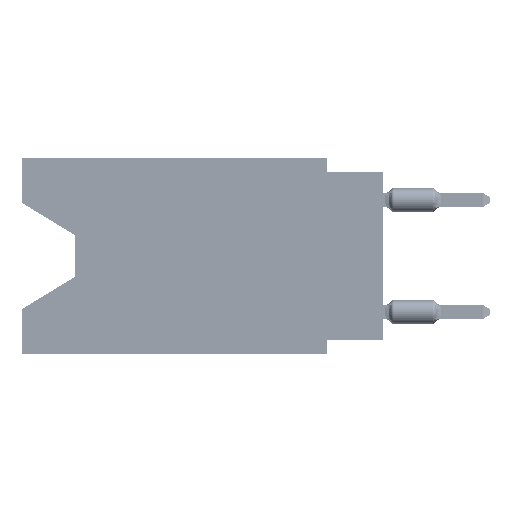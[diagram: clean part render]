
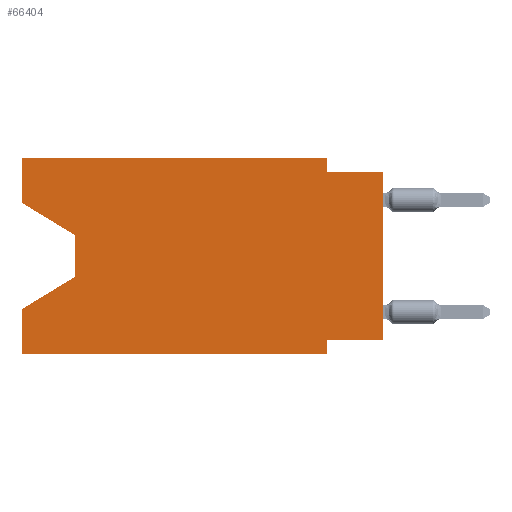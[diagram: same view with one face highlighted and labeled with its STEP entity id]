
A CAD part, left-side view. The second image highlights one B-rep face of the part: STEP entity #66404.
In plain terms, the highlighted planar face has unit normal (-1, 0, 0).
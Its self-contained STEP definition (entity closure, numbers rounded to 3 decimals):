
#677 = LINE ( 'NONE', #67500, #19238 ) ;
#982 = ORIENTED_EDGE ( 'NONE', *, *, #34405, .F. ) ;
#1123 = VECTOR ( 'NONE', #29016, 1000. ) ;
#2476 = DIRECTION ( 'NONE',  ( 1., 0., 0. ) ) ;
#2498 = ORIENTED_EDGE ( 'NONE', *, *, #8894, .F. ) ;
#2755 = CARTESIAN_POINT ( 'NONE',  ( 0., 16.383, 0. ) ) ;
#7300 = DIRECTION ( 'NONE',  ( 0., 0., -1. ) ) ;
#8894 = EDGE_CURVE ( 'NONE', #38470, #44338, #24177, .T. ) ;
#8920 = DIRECTION ( 'NONE',  ( 0., -1., 0. ) ) ;
#10268 = EDGE_LOOP ( 'NONE', ( #35038, #29926, #58199, #19981, #67223, #36500, #2498, #27136, #37814, #982, #19243, #57244 ) ) ;
#11776 = CARTESIAN_POINT ( 'NONE',  ( 0., 16.383, 0. ) ) ;
#12161 = EDGE_CURVE ( 'NONE', #50430, #32675, #48119, .T. ) ;
#13189 = VECTOR ( 'NONE', #64381, 1000. ) ;
#13891 = CARTESIAN_POINT ( 'NONE',  ( 0., 0., -8.255 ) ) ;
#14348 = VERTEX_POINT ( 'NONE', #64475 ) ;
#14424 = LINE ( 'NONE', #2755, #34631 ) ;
#14527 = VERTEX_POINT ( 'NONE', #57793 ) ;
#15157 = DIRECTION ( 'NONE',  ( 0., 0., 1. ) ) ;
#15945 = CARTESIAN_POINT ( 'NONE',  ( 0., 0., 0. ) ) ;
#16547 = VECTOR ( 'NONE', #58094, 1000. ) ;
#16815 = LINE ( 'NONE', #59773, #49089 ) ;
#17544 = EDGE_CURVE ( 'NONE', #26990, #60776, #14424, .T. ) ;
#17701 = LINE ( 'NONE', #49657, #62205 ) ;
#19238 = VECTOR ( 'NONE', #21651, 1000. ) ;
#19243 = ORIENTED_EDGE ( 'NONE', *, *, #17544, .F. ) ;
#19455 = VECTOR ( 'NONE', #51005, 1000. ) ;
#19981 = ORIENTED_EDGE ( 'NONE', *, *, #62060, .F. ) ;
#20483 = EDGE_CURVE ( 'NONE', #44338, #64943, #17701, .T. ) ;
#21651 = DIRECTION ( 'NONE',  ( 0., 0., -1. ) ) ;
#22139 = EDGE_CURVE ( 'NONE', #26636, #64943, #34456, .T. ) ;
#22852 = DIRECTION ( 'NONE',  ( 0., 0., -1. ) ) ;
#24160 = CARTESIAN_POINT ( 'NONE',  ( 0., 2.54, -8.255 ) ) ;
#24177 = LINE ( 'NONE', #13891, #19455 ) ;
#24860 = CARTESIAN_POINT ( 'NONE',  ( 0., 16.383, 0. ) ) ;
#26636 = VERTEX_POINT ( 'NONE', #47812 ) ;
#26990 = VERTEX_POINT ( 'NONE', #24860 ) ;
#27136 = ORIENTED_EDGE ( 'NONE', *, *, #52419, .T. ) ;
#27935 = CARTESIAN_POINT ( 'NONE',  ( 0., 16.383, -8.89 ) ) ;
#28282 = DIRECTION ( 'NONE',  ( 0., -1., 0. ) ) ;
#28473 = DIRECTION ( 'NONE',  ( 0., 0., 1. ) ) ;
#28938 = VECTOR ( 'NONE', #62575, 1000. ) ;
#29016 = DIRECTION ( 'NONE',  ( 0., 0., -1. ) ) ;
#29926 = ORIENTED_EDGE ( 'NONE', *, *, #49382, .T. ) ;
#30002 = CARTESIAN_POINT ( 'NONE',  ( 0., 16.383, -6.852 ) ) ;
#31004 = DIRECTION ( 'NONE',  ( 0., -0.855, -0.519 ) ) ;
#32675 = VERTEX_POINT ( 'NONE', #30002 ) ;
#33128 = EDGE_CURVE ( 'NONE', #14527, #26990, #37110, .T. ) ;
#34405 = EDGE_CURVE ( 'NONE', #60776, #56865, #677, .T. ) ;
#34456 = LINE ( 'NONE', #27935, #48056 ) ;
#34631 = VECTOR ( 'NONE', #8920, 1000. ) ;
#35038 = ORIENTED_EDGE ( 'NONE', *, *, #36482, .T. ) ;
#36482 = EDGE_CURVE ( 'NONE', #14527, #57370, #36520, .T. ) ;
#36500 = ORIENTED_EDGE ( 'NONE', *, *, #20483, .F. ) ;
#36520 = LINE ( 'NONE', #45832, #50200 ) ;
#37110 = LINE ( 'NONE', #62914, #50815 ) ;
#37814 = ORIENTED_EDGE ( 'NONE', *, *, #39997, .F. ) ;
#38231 = FACE_OUTER_BOUND ( 'NONE', #10268, .T. ) ;
#38470 = VERTEX_POINT ( 'NONE', #50827 ) ;
#39997 = EDGE_CURVE ( 'NONE', #56865, #14348, #58087, .T. ) ;
#40301 = AXIS2_PLACEMENT_3D ( 'NONE', #11776, #2476, #7300 ) ;
#42058 = LINE ( 'NONE', #15945, #13189 ) ;
#44338 = VERTEX_POINT ( 'NONE', #24160 ) ;
#45177 = CARTESIAN_POINT ( 'NONE',  ( 0., 13.97, -3.505 ) ) ;
#45832 = CARTESIAN_POINT ( 'NONE',  ( 0., 16.383, -2.038 ) ) ;
#47183 = CARTESIAN_POINT ( 'NONE',  ( 0., 2.54, -8.89 ) ) ;
#47441 = CARTESIAN_POINT ( 'NONE',  ( 0., 13.97, -5.385 ) ) ;
#47469 = CARTESIAN_POINT ( 'NONE',  ( 0., 2.54, -0.635 ) ) ;
#47812 = CARTESIAN_POINT ( 'NONE',  ( 0., 16.383, -8.89 ) ) ;
#48056 = VECTOR ( 'NONE', #28282, 1000. ) ;
#48119 = LINE ( 'NONE', #47441, #16547 ) ;
#49089 = VECTOR ( 'NONE', #28473, 1000. ) ;
#49382 = EDGE_CURVE ( 'NONE', #57370, #50430, #60305, .T. ) ;
#49657 = CARTESIAN_POINT ( 'NONE',  ( 0., 2.54, -8.89 ) ) ;
#50200 = VECTOR ( 'NONE', #31004, 1000. ) ;
#50430 = VERTEX_POINT ( 'NONE', #63873 ) ;
#50815 = VECTOR ( 'NONE', #15157, 1000. ) ;
#50827 = CARTESIAN_POINT ( 'NONE',  ( 0., 0., -8.255 ) ) ;
#51005 = DIRECTION ( 'NONE',  ( 0., 1., 0. ) ) ;
#52419 = EDGE_CURVE ( 'NONE', #38470, #14348, #42058, .T. ) ;
#54382 = PLANE ( 'NONE',  #40301 ) ;
#54840 = CARTESIAN_POINT ( 'NONE',  ( 0., 13.97, -3.505 ) ) ;
#56865 = VERTEX_POINT ( 'NONE', #47469 ) ;
#57244 = ORIENTED_EDGE ( 'NONE', *, *, #33128, .F. ) ;
#57370 = VERTEX_POINT ( 'NONE', #54840 ) ;
#57751 = CARTESIAN_POINT ( 'NONE',  ( 0., 0., -0.635 ) ) ;
#57793 = CARTESIAN_POINT ( 'NONE',  ( 0., 16.383, -2.038 ) ) ;
#58087 = LINE ( 'NONE', #57751, #28938 ) ;
#58094 = DIRECTION ( 'NONE',  ( 0., 0.855, -0.519 ) ) ;
#58199 = ORIENTED_EDGE ( 'NONE', *, *, #12161, .T. ) ;
#59773 = CARTESIAN_POINT ( 'NONE',  ( 0., 16.383, 0. ) ) ;
#60305 = LINE ( 'NONE', #45177, #1123 ) ;
#60776 = VERTEX_POINT ( 'NONE', #62222 ) ;
#62060 = EDGE_CURVE ( 'NONE', #26636, #32675, #16815, .T. ) ;
#62205 = VECTOR ( 'NONE', #22852, 1000. ) ;
#62222 = CARTESIAN_POINT ( 'NONE',  ( 0., 2.54, 0. ) ) ;
#62575 = DIRECTION ( 'NONE',  ( 0., -1., 0. ) ) ;
#62914 = CARTESIAN_POINT ( 'NONE',  ( 0., 16.383, 0. ) ) ;
#63873 = CARTESIAN_POINT ( 'NONE',  ( 0., 13.97, -5.385 ) ) ;
#64381 = DIRECTION ( 'NONE',  ( 0., 0., 1. ) ) ;
#64475 = CARTESIAN_POINT ( 'NONE',  ( 0., 0., -0.635 ) ) ;
#64943 = VERTEX_POINT ( 'NONE', #47183 ) ;
#66404 = ADVANCED_FACE ( 'NONE', ( #38231 ), #54382, .F. ) ;
#67223 = ORIENTED_EDGE ( 'NONE', *, *, #22139, .T. ) ;
#67500 = CARTESIAN_POINT ( 'NONE',  ( 0., 2.54, 0. ) ) ;
